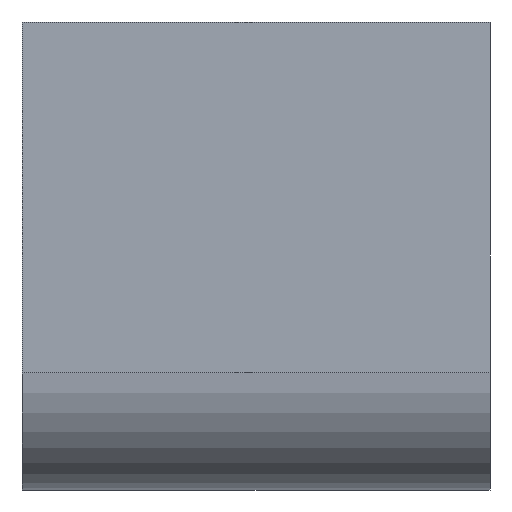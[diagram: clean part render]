
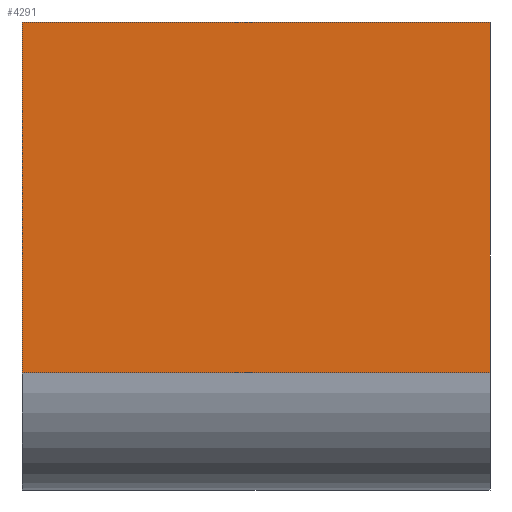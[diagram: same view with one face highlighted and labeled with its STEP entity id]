
A CAD part, front view. The second image highlights one B-rep face of the part: STEP entity #4291.
In plain terms, the highlighted planar face has unit normal (0, -1, 0).
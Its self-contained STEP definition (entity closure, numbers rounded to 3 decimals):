
#8 = ORIENTED_EDGE ( 'NONE', *, *, #656, .F. ) ;
#68 = CARTESIAN_POINT ( 'NONE',  ( -20., -20., 20. ) ) ;
#104 = EDGE_CURVE ( 'NONE', #3841, #1069, #1652, .T. ) ;
#249 = CARTESIAN_POINT ( 'NONE',  ( 0., -20., 0. ) ) ;
#390 = CARTESIAN_POINT ( 'NONE',  ( -20., -20., 20. ) ) ;
#485 = DIRECTION ( 'NONE',  ( 0., 0., -1. ) ) ;
#656 = EDGE_CURVE ( 'NONE', #1069, #817, #3268, .T. ) ;
#817 = VERTEX_POINT ( 'NONE', #1661 ) ;
#910 = PLANE ( 'NONE',  #2702 ) ;
#1025 = ORIENTED_EDGE ( 'NONE', *, *, #2821, .T. ) ;
#1069 = VERTEX_POINT ( 'NONE', #3509 ) ;
#1126 = CARTESIAN_POINT ( 'NONE',  ( 0., -20., -10. ) ) ;
#1450 = EDGE_LOOP ( 'NONE', ( #1025, #3106, #8, #4015 ) ) ;
#1518 = DIRECTION ( 'NONE',  ( 0., -1., 0. ) ) ;
#1652 = LINE ( 'NONE', #68, #3470 ) ;
#1661 = CARTESIAN_POINT ( 'NONE',  ( 20., -20., -10. ) ) ;
#1709 = LINE ( 'NONE', #390, #2753 ) ;
#2074 = VERTEX_POINT ( 'NONE', #2885 ) ;
#2082 = DIRECTION ( 'NONE',  ( 0., 0., -1. ) ) ;
#2209 = DIRECTION ( 'NONE',  ( 0., 0., -1. ) ) ;
#2316 = VECTOR ( 'NONE', #3510, 1000. ) ;
#2604 = FACE_OUTER_BOUND ( 'NONE', #1450, .T. ) ;
#2688 = VECTOR ( 'NONE', #485, 1000. ) ;
#2702 = AXIS2_PLACEMENT_3D ( 'NONE', #249, #1518, #2209 ) ;
#2753 = VECTOR ( 'NONE', #2082, 1000. ) ;
#2780 = DIRECTION ( 'NONE',  ( 1., 0., 0. ) ) ;
#2821 = EDGE_CURVE ( 'NONE', #3841, #2074, #1709, .T. ) ;
#2885 = CARTESIAN_POINT ( 'NONE',  ( -20., -20., -10. ) ) ;
#2974 = CARTESIAN_POINT ( 'NONE',  ( -20., -20., 20. ) ) ;
#3106 = ORIENTED_EDGE ( 'NONE', *, *, #3643, .T. ) ;
#3152 = LINE ( 'NONE', #1126, #2316 ) ;
#3268 = LINE ( 'NONE', #3893, #2688 ) ;
#3470 = VECTOR ( 'NONE', #2780, 1000. ) ;
#3509 = CARTESIAN_POINT ( 'NONE',  ( 20., -20., 20. ) ) ;
#3510 = DIRECTION ( 'NONE',  ( 1., 0., 0. ) ) ;
#3643 = EDGE_CURVE ( 'NONE', #2074, #817, #3152, .T. ) ;
#3841 = VERTEX_POINT ( 'NONE', #2974 ) ;
#3893 = CARTESIAN_POINT ( 'NONE',  ( 20., -20., 20. ) ) ;
#4015 = ORIENTED_EDGE ( 'NONE', *, *, #104, .F. ) ;
#4291 = ADVANCED_FACE ( 'NONE', ( #2604 ), #910, .T. ) ;
